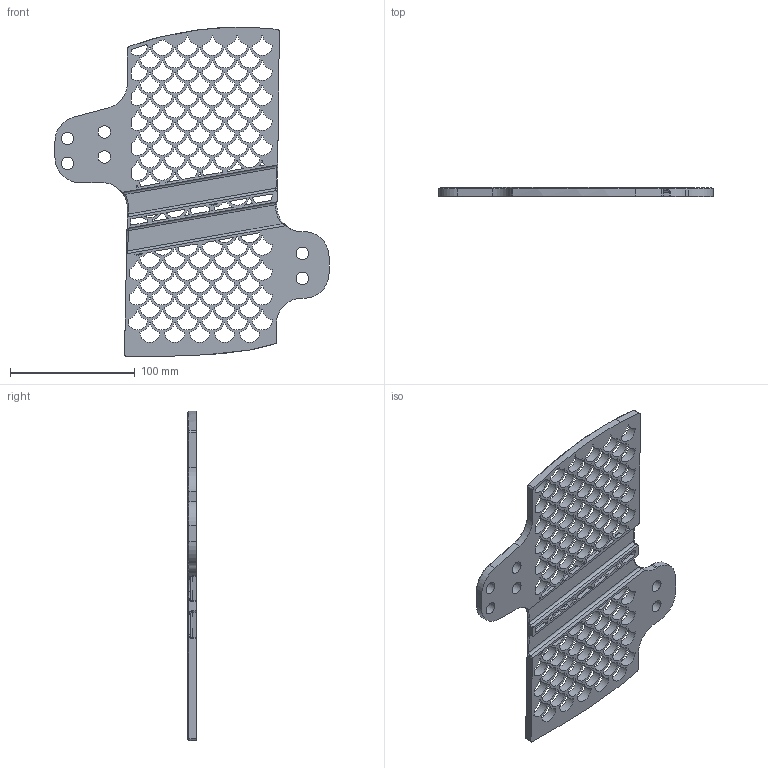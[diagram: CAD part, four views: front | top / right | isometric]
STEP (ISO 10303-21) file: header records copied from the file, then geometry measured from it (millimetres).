
FILE_DESCRIPTION(/* description */ (''),/* implementation_level */ '2;1');
FILE_NAME(/* name */ 'Tunnel Footpad Rear v2.step',/* time_stamp */ '2022-01-28T18:51:11-06:00',/* author */ (''),/* organization */ (''),/* preprocessor_version */ 'ST-DEVELOPER v18.1',/* originating_system */ 'Autodesk Translation Framework v10.13.0.1454',/* authorisation */ '');
FILE_SCHEMA (('AUTOMOTIVE_DESIGN { 1 0 10303 214 3 1 1 }'));
Length unit declared in the file: millimetre
Products named in the file (1): 1stSuccess
Bounding box: 219.75 x 7 x 263.96 mm (x, y, z)
Volume: 123390.3 mm3; surface area: 89256.9 mm2
Topology: 1 solids, 1 shells, 669 faces, 1938 edges, 1275 vertices
Faces by surface type: cylinder 549, plane 86, bspline 23, cone 9, torus 2
Full cylindrical faces by diameter (mm): 10 x6
Entity records: 24696 total; most frequent: CARTESIAN_POINT 5880, DIRECTION 4110, ORIENTED_EDGE 3876, EDGE_CURVE 1938, AXIS2_PLACEMENT_3D 1661, VERTEX_POINT 1275, CIRCLE 997, EDGE_LOOP 931
